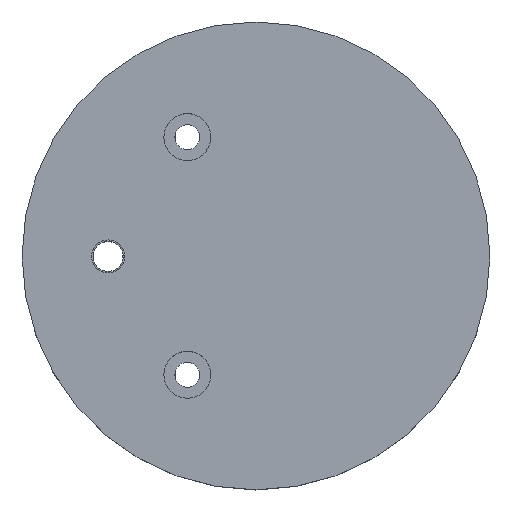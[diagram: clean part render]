
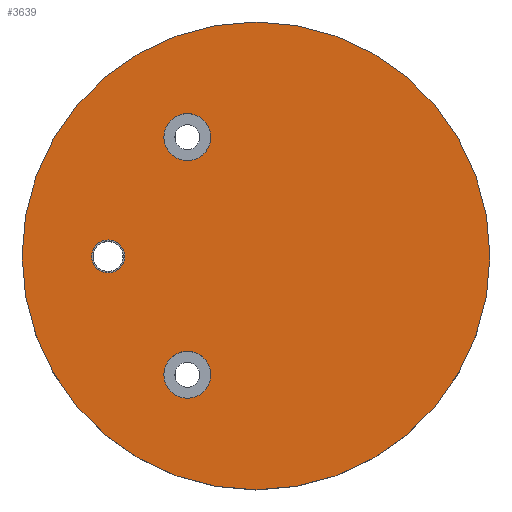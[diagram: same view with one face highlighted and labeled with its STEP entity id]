
A CAD part, top view. The second image highlights one B-rep face of the part: STEP entity #3639.
In plain terms, the highlighted planar face has unit normal (0, 0, 1).
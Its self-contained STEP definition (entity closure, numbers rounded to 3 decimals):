
#5 = CARTESIAN_POINT ( 'NONE',  ( 76.6, 100., 7.81 ) ) ;
#73 = VERTEX_POINT ( 'NONE', #5 ) ;
#119 = CIRCLE ( 'NONE', #2350, 2.35 ) ;
#148 = VERTEX_POINT ( 'NONE', #3742 ) ;
#249 = FACE_OUTER_BOUND ( 'NONE', #907, .T. ) ;
#259 = EDGE_LOOP ( 'NONE', ( #3434, #1282 ) ) ;
#271 = DIRECTION ( 'NONE',  ( 0., 0., 1. ) ) ;
#282 = ORIENTED_EDGE ( 'NONE', *, *, #3361, .F. ) ;
#324 = DIRECTION ( 'NONE',  ( 0., 0., 1. ) ) ;
#334 = DIRECTION ( 'NONE',  ( 0., 0., 1. ) ) ;
#530 = CARTESIAN_POINT ( 'NONE',  ( 93.138, 88.114, 7.81 ) ) ;
#544 = FACE_BOUND ( 'NONE', #259, .T. ) ;
#569 = CARTESIAN_POINT ( 'NONE',  ( 93.137, 111.886, 7.81 ) ) ;
#633 = CARTESIAN_POINT ( 'NONE',  ( 100., 100., 7.81 ) ) ;
#665 = ORIENTED_EDGE ( 'NONE', *, *, #1652, .F. ) ;
#689 = AXIS2_PLACEMENT_3D ( 'NONE', #633, #334, #1463 ) ;
#700 = EDGE_CURVE ( 'NONE', #148, #2559, #1590, .T. ) ;
#716 = CIRCLE ( 'NONE', #967, 23.4 ) ;
#717 = DIRECTION ( 'NONE',  ( 0., 0., 1. ) ) ;
#788 = DIRECTION ( 'NONE',  ( 1., 0., 0. ) ) ;
#832 = DIRECTION ( 'NONE',  ( 0., 0., 1. ) ) ;
#856 = VERTEX_POINT ( 'NONE', #3377 ) ;
#903 = AXIS2_PLACEMENT_3D ( 'NONE', #1223, #3582, #1154 ) ;
#907 = EDGE_LOOP ( 'NONE', ( #1595, #1440 ) ) ;
#931 = AXIS2_PLACEMENT_3D ( 'NONE', #569, #271, #2031 ) ;
#967 = AXIS2_PLACEMENT_3D ( 'NONE', #2761, #324, #3033 ) ;
#997 = VERTEX_POINT ( 'NONE', #2206 ) ;
#1003 = CARTESIAN_POINT ( 'NONE',  ( 93.137, 111.886, 7.81 ) ) ;
#1069 = AXIS2_PLACEMENT_3D ( 'NONE', #2894, #1710, #2938 ) ;
#1123 = VERTEX_POINT ( 'NONE', #2975 ) ;
#1154 = DIRECTION ( 'NONE',  ( 1., 0., 0. ) ) ;
#1187 = ORIENTED_EDGE ( 'NONE', *, *, #3124, .F. ) ;
#1191 = EDGE_CURVE ( 'NONE', #2559, #148, #3751, .T. ) ;
#1223 = CARTESIAN_POINT ( 'NONE',  ( 100., 100., 7.81 ) ) ;
#1282 = ORIENTED_EDGE ( 'NONE', *, *, #700, .F. ) ;
#1385 = VERTEX_POINT ( 'NONE', #2246 ) ;
#1440 = ORIENTED_EDGE ( 'NONE', *, *, #2512, .T. ) ;
#1463 = DIRECTION ( 'NONE',  ( 1., 0., 0. ) ) ;
#1561 = DIRECTION ( 'NONE',  ( 1., 0., 0. ) ) ;
#1590 = CIRCLE ( 'NONE', #1981, 2.35 ) ;
#1595 = ORIENTED_EDGE ( 'NONE', *, *, #2954, .T. ) ;
#1652 = EDGE_CURVE ( 'NONE', #856, #1123, #1716, .T. ) ;
#1710 = DIRECTION ( 'NONE',  ( 0., 0., 1. ) ) ;
#1716 = CIRCLE ( 'NONE', #3697, 1.65 ) ;
#1755 = FACE_BOUND ( 'NONE', #1930, .T. ) ;
#1851 = DIRECTION ( 'NONE',  ( 0., 0., 1. ) ) ;
#1930 = EDGE_LOOP ( 'NONE', ( #1187, #665 ) ) ;
#1956 = AXIS2_PLACEMENT_3D ( 'NONE', #3462, #717, #1561 ) ;
#1981 = AXIS2_PLACEMENT_3D ( 'NONE', #1003, #1851, #2225 ) ;
#2025 = CIRCLE ( 'NONE', #1956, 2.35 ) ;
#2031 = DIRECTION ( 'NONE',  ( 1., 0., 0. ) ) ;
#2206 = CARTESIAN_POINT ( 'NONE',  ( 95.488, 88.114, 7.81 ) ) ;
#2225 = DIRECTION ( 'NONE',  ( 1., 0., 0. ) ) ;
#2246 = CARTESIAN_POINT ( 'NONE',  ( 123.4, 100., 7.81 ) ) ;
#2350 = AXIS2_PLACEMENT_3D ( 'NONE', #530, #832, #3945 ) ;
#2366 = CARTESIAN_POINT ( 'NONE',  ( 85.217, 99.949, 7.81 ) ) ;
#2512 = EDGE_CURVE ( 'NONE', #1385, #73, #716, .T. ) ;
#2559 = VERTEX_POINT ( 'NONE', #3410 ) ;
#2593 = ORIENTED_EDGE ( 'NONE', *, *, #3905, .F. ) ;
#2761 = CARTESIAN_POINT ( 'NONE',  ( 100., 100., 7.81 ) ) ;
#2894 = CARTESIAN_POINT ( 'NONE',  ( 85.217, 99.949, 7.81 ) ) ;
#2938 = DIRECTION ( 'NONE',  ( 1., 0., 0. ) ) ;
#2954 = EDGE_CURVE ( 'NONE', #73, #1385, #3149, .T. ) ;
#2975 = CARTESIAN_POINT ( 'NONE',  ( 86.867, 99.949, 7.81 ) ) ;
#2985 = PLANE ( 'NONE',  #689 ) ;
#2999 = VERTEX_POINT ( 'NONE', #3752 ) ;
#3033 = DIRECTION ( 'NONE',  ( 1., 0., 0. ) ) ;
#3124 = EDGE_CURVE ( 'NONE', #1123, #856, #3312, .T. ) ;
#3149 = CIRCLE ( 'NONE', #903, 23.4 ) ;
#3294 = FACE_BOUND ( 'NONE', #3652, .T. ) ;
#3312 = CIRCLE ( 'NONE', #1069, 1.65 ) ;
#3361 = EDGE_CURVE ( 'NONE', #997, #2999, #119, .T. ) ;
#3377 = CARTESIAN_POINT ( 'NONE',  ( 83.567, 99.949, 7.81 ) ) ;
#3410 = CARTESIAN_POINT ( 'NONE',  ( 95.487, 111.886, 7.81 ) ) ;
#3434 = ORIENTED_EDGE ( 'NONE', *, *, #1191, .F. ) ;
#3462 = CARTESIAN_POINT ( 'NONE',  ( 93.138, 88.114, 7.81 ) ) ;
#3573 = DIRECTION ( 'NONE',  ( 0., 0., 1. ) ) ;
#3582 = DIRECTION ( 'NONE',  ( 0., 0., 1. ) ) ;
#3639 = ADVANCED_FACE ( 'NONE', ( #544, #3294, #1755, #249 ), #2985, .T. ) ;
#3652 = EDGE_LOOP ( 'NONE', ( #282, #2593 ) ) ;
#3697 = AXIS2_PLACEMENT_3D ( 'NONE', #2366, #3573, #788 ) ;
#3742 = CARTESIAN_POINT ( 'NONE',  ( 90.787, 111.886, 7.81 ) ) ;
#3751 = CIRCLE ( 'NONE', #931, 2.35 ) ;
#3752 = CARTESIAN_POINT ( 'NONE',  ( 90.788, 88.114, 7.81 ) ) ;
#3905 = EDGE_CURVE ( 'NONE', #2999, #997, #2025, .T. ) ;
#3945 = DIRECTION ( 'NONE',  ( 1., 0., 0. ) ) ;
